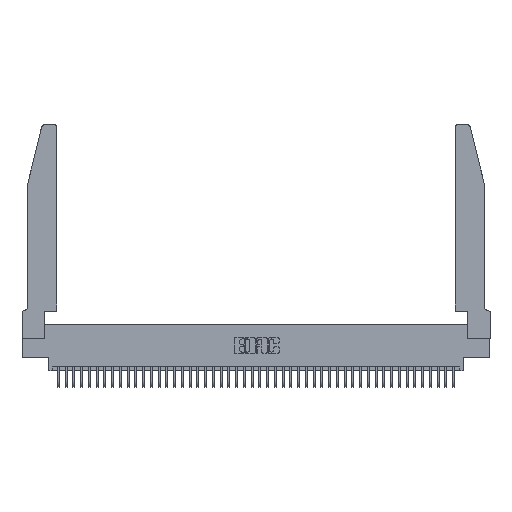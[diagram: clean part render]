
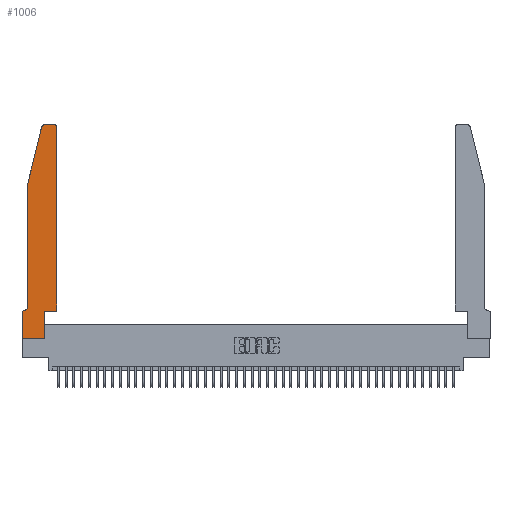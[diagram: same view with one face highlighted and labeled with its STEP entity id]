
A CAD part, top view. The second image highlights one B-rep face of the part: STEP entity #1006.
In plain terms, the highlighted planar face has unit normal (0, 0, 1).
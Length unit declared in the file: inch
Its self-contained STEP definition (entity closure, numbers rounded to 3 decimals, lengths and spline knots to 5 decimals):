
#421 = CARTESIAN_POINT ( 'NONE',  ( 0.4505, 0.35, 0.37 ) ) ;
#853 = AXIS2_PLACEMENT_3D ( 'NONE', #21508, #24682, #3933 ) ;
#1006 = ADVANCED_FACE ( 'NONE', ( #18720 ), #21091, .T. ) ;
#1076 = EDGE_LOOP ( 'NONE', ( #18111, #14808, #26409, #5608, #43635, #31522, #4299, #21673, #39318, #12156, #1743, #31376 ) ) ;
#1743 = ORIENTED_EDGE ( 'NONE', *, *, #36118, .T. ) ;
#2680 = VERTEX_POINT ( 'NONE', #19470 ) ;
#3512 = EDGE_CURVE ( 'NONE', #24392, #29052, #9302, .T. ) ;
#3933 = DIRECTION ( 'NONE',  ( -1., 0., 0. ) ) ;
#4299 = ORIENTED_EDGE ( 'NONE', *, *, #11247, .T. ) ;
#5019 = VERTEX_POINT ( 'NONE', #38914 ) ;
#5084 = LINE ( 'NONE', #42750, #38491 ) ;
#5163 = VECTOR ( 'NONE', #11710, 39.37008 ) ;
#5199 = VERTEX_POINT ( 'NONE', #9081 ) ;
#5466 = DIRECTION ( 'NONE',  ( -1., 0., 0. ) ) ;
#5608 = ORIENTED_EDGE ( 'NONE', *, *, #32481, .T. ) ;
#5882 = VERTEX_POINT ( 'NONE', #39021 ) ;
#6043 = EDGE_CURVE ( 'NONE', #5882, #5019, #6931, .T. ) ;
#6931 = CIRCLE ( 'NONE', #44805, 0.03 ) ;
#9081 = CARTESIAN_POINT ( 'NONE',  ( 0.4505, 0.35, 0.37 ) ) ;
#9302 = CIRCLE ( 'NONE', #853, 0.07 ) ;
#9753 = VECTOR ( 'NONE', #32006, 39.37008 ) ;
#9808 = EDGE_CURVE ( 'NONE', #23045, #19930, #28295, .T. ) ;
#10467 = EDGE_CURVE ( 'NONE', #13671, #32080, #27134, .T. ) ;
#11247 = EDGE_CURVE ( 'NONE', #25289, #26440, #27604, .T. ) ;
#11710 = DIRECTION ( 'NONE',  ( 0., 1., 0. ) ) ;
#11774 = AXIS2_PLACEMENT_3D ( 'NONE', #42597, #24870, #40221 ) ;
#12122 = DIRECTION ( 'NONE',  ( 0., 1., 0. ) ) ;
#12156 = ORIENTED_EDGE ( 'NONE', *, *, #28855, .T. ) ;
#12357 = CARTESIAN_POINT ( 'NONE',  ( 0.0755, 2., 0.37 ) ) ;
#12432 = CARTESIAN_POINT ( 'NONE',  ( 0.2865, 0., 0.37 ) ) ;
#12543 = LINE ( 'NONE', #31548, #9753 ) ;
#13671 = VERTEX_POINT ( 'NONE', #39273 ) ;
#13996 = CARTESIAN_POINT ( 'NONE',  ( 0.0755, 2., 0.37 ) ) ;
#14528 = LINE ( 'NONE', #421, #5163 ) ;
#14808 = ORIENTED_EDGE ( 'NONE', *, *, #10467, .T. ) ;
#15054 = CARTESIAN_POINT ( 'NONE',  ( 0.4205, 2.72, 0.37 ) ) ;
#15414 = CARTESIAN_POINT ( 'NONE',  ( 0., 0., 0.37 ) ) ;
#16397 = LINE ( 'NONE', #13996, #25909 ) ;
#16421 = VECTOR ( 'NONE', #19017, 39.37008 ) ;
#18111 = ORIENTED_EDGE ( 'NONE', *, *, #20803, .T. ) ;
#18633 = LINE ( 'NONE', #12357, #33806 ) ;
#18720 = FACE_OUTER_BOUND ( 'NONE', #1076, .T. ) ;
#19017 = DIRECTION ( 'NONE',  ( 0., -1., 0. ) ) ;
#19470 = CARTESIAN_POINT ( 'NONE',  ( 0.0755, 2., 0.37 ) ) ;
#19930 = VERTEX_POINT ( 'NONE', #43503 ) ;
#20803 = EDGE_CURVE ( 'NONE', #5019, #13671, #44502, .T. ) ;
#21091 = PLANE ( 'NONE',  #11774 ) ;
#21257 = LINE ( 'NONE', #42660, #25177 ) ;
#21508 = CARTESIAN_POINT ( 'NONE',  ( 0.0055, 0.42, 0.37 ) ) ;
#21673 = ORIENTED_EDGE ( 'NONE', *, *, #31815, .T. ) ;
#23045 = VERTEX_POINT ( 'NONE', #12432 ) ;
#23722 = CARTESIAN_POINT ( 'NONE',  ( 0.2605, 2.75, 0.37 ) ) ;
#23782 = DIRECTION ( 'NONE',  ( 1., 0., 0. ) ) ;
#24392 = VERTEX_POINT ( 'NONE', #30264 ) ;
#24682 = DIRECTION ( 'NONE',  ( 0., 0., -1. ) ) ;
#24870 = DIRECTION ( 'NONE',  ( 0., 0., 1. ) ) ;
#25177 = VECTOR ( 'NONE', #38935, 39.37008 ) ;
#25289 = VERTEX_POINT ( 'NONE', #39797 ) ;
#25909 = VECTOR ( 'NONE', #29133, 39.37008 ) ;
#26409 = ORIENTED_EDGE ( 'NONE', *, *, #31659, .T. ) ;
#26440 = VERTEX_POINT ( 'NONE', #36782 ) ;
#27091 = DIRECTION ( 'NONE',  ( -0.239, -0.971, 0. ) ) ;
#27134 = CIRCLE ( 'NONE', #36526, 0.03 ) ;
#27604 = LINE ( 'NONE', #15414, #16421 ) ;
#28295 = LINE ( 'NONE', #42677, #34457 ) ;
#28855 = EDGE_CURVE ( 'NONE', #19930, #5199, #5084, .T. ) ;
#29052 = VERTEX_POINT ( 'NONE', #29339 ) ;
#29133 = DIRECTION ( 'NONE',  ( 0., -1., 0. ) ) ;
#29339 = CARTESIAN_POINT ( 'NONE',  ( 0.0055, 0.35, 0.37 ) ) ;
#30264 = CARTESIAN_POINT ( 'NONE',  ( 0.0755, 0.42, 0.37 ) ) ;
#31376 = ORIENTED_EDGE ( 'NONE', *, *, #6043, .T. ) ;
#31522 = ORIENTED_EDGE ( 'NONE', *, *, #45721, .T. ) ;
#31548 = CARTESIAN_POINT ( 'NONE',  ( 0., 0., 0.37 ) ) ;
#31659 = EDGE_CURVE ( 'NONE', #32080, #2680, #18633, .T. ) ;
#31815 = EDGE_CURVE ( 'NONE', #26440, #23045, #12543, .T. ) ;
#32006 = DIRECTION ( 'NONE',  ( 1., 0., 0. ) ) ;
#32080 = VERTEX_POINT ( 'NONE', #43168 ) ;
#32481 = EDGE_CURVE ( 'NONE', #2680, #24392, #16397, .T. ) ;
#33806 = VECTOR ( 'NONE', #27091, 39.37008 ) ;
#34457 = VECTOR ( 'NONE', #12122, 39.37008 ) ;
#35066 = VECTOR ( 'NONE', #5466, 39.37008 ) ;
#36118 = EDGE_CURVE ( 'NONE', #5199, #5882, #14528, .T. ) ;
#36526 = AXIS2_PLACEMENT_3D ( 'NONE', #39459, #43940, #43853 ) ;
#36782 = CARTESIAN_POINT ( 'NONE',  ( 0., 0., 0.37 ) ) ;
#38491 = VECTOR ( 'NONE', #23782, 39.37008 ) ;
#38914 = CARTESIAN_POINT ( 'NONE',  ( 0.4205, 2.75, 0.37 ) ) ;
#38935 = DIRECTION ( 'NONE',  ( -1., 0., 0. ) ) ;
#39021 = CARTESIAN_POINT ( 'NONE',  ( 0.4505, 2.72, 0.37 ) ) ;
#39273 = CARTESIAN_POINT ( 'NONE',  ( 0.284, 2.75, 0.37 ) ) ;
#39318 = ORIENTED_EDGE ( 'NONE', *, *, #9808, .T. ) ;
#39459 = CARTESIAN_POINT ( 'NONE',  ( 0.284, 2.72, 0.37 ) ) ;
#39797 = CARTESIAN_POINT ( 'NONE',  ( 0., 0.35, 0.37 ) ) ;
#40221 = DIRECTION ( 'NONE',  ( 1., 0., 0. ) ) ;
#42597 = CARTESIAN_POINT ( 'NONE',  ( 0., 0.35, 0.37 ) ) ;
#42660 = CARTESIAN_POINT ( 'NONE',  ( 0.0755, 0.35, 0.37 ) ) ;
#42677 = CARTESIAN_POINT ( 'NONE',  ( 0.2865, 0.35, 0.37 ) ) ;
#42750 = CARTESIAN_POINT ( 'NONE',  ( 0.4505, 0.35, 0.37 ) ) ;
#43168 = CARTESIAN_POINT ( 'NONE',  ( 0.25487, 2.72718, 0.37 ) ) ;
#43503 = CARTESIAN_POINT ( 'NONE',  ( 0.2865, 0.35, 0.37 ) ) ;
#43616 = DIRECTION ( 'NONE',  ( 0., 0., 1. ) ) ;
#43635 = ORIENTED_EDGE ( 'NONE', *, *, #3512, .T. ) ;
#43853 = DIRECTION ( 'NONE',  ( 1., 0., 0. ) ) ;
#43940 = DIRECTION ( 'NONE',  ( 0., 0., 1. ) ) ;
#44502 = LINE ( 'NONE', #23722, #35066 ) ;
#44805 = AXIS2_PLACEMENT_3D ( 'NONE', #15054, #43616, #45574 ) ;
#45574 = DIRECTION ( 'NONE',  ( 1., 0., 0. ) ) ;
#45721 = EDGE_CURVE ( 'NONE', #29052, #25289, #21257, .T. ) ;
